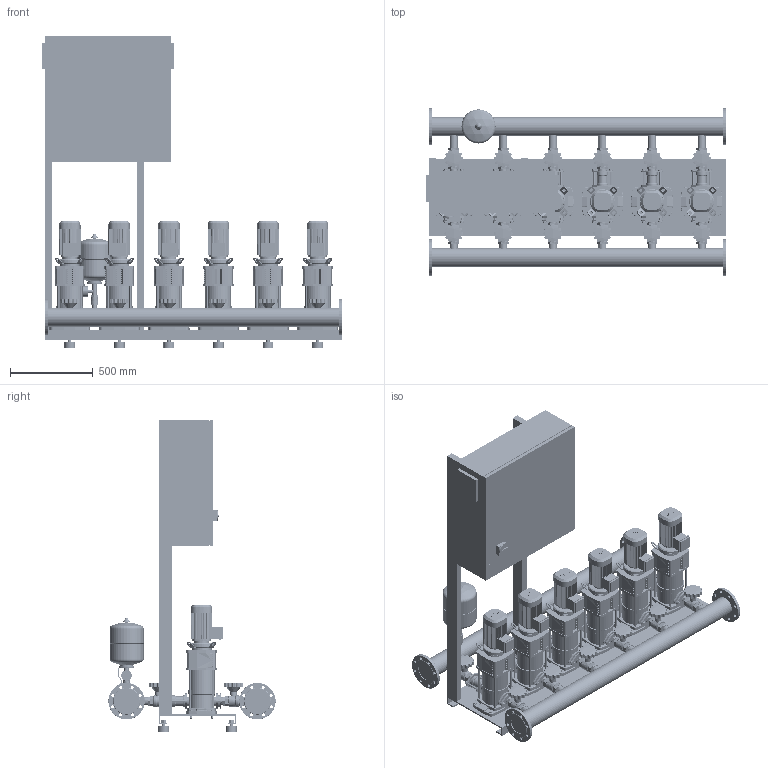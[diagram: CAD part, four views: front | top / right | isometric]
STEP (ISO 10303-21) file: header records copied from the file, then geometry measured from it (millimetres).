
FILE_DESCRIPTION((''),'2;1');
FILE_NAME('3d_COR-6HELIXV1002_K_CC-2534216.stp','2016-01-22T12:18:02',(''),(''),'Mechanical Desktop 2009','Mechanical Desktop 2009',', , ');
FILE_SCHEMA(('CONFIG_CONTROL_DESIGN'));
Length unit declared in the file: millimetre
Products named in the file (1): Product
Bounding box: 1820 x 1012 x 1885 mm (x, y, z)
Volume: 304868847.9 mm3; surface area: 16064634.7 mm2
Topology: 294 solids, 294 shells, 8565 faces, 21863 edges, 14254 vertices
Faces by surface type: plane 3197, cylinder 2572, bspline 2142, cone 460, torus 156, sphere 38
Entity records: 279957 total; most frequent: CARTESIAN_POINT 73479, ORIENTED_EDGE 43662, DIRECTION 41309, EDGE_CURVE 21831, AXIS2_PLACEMENT_3D 14310, VERTEX_POINT 14248, VECTOR 12689, LINE 12689
